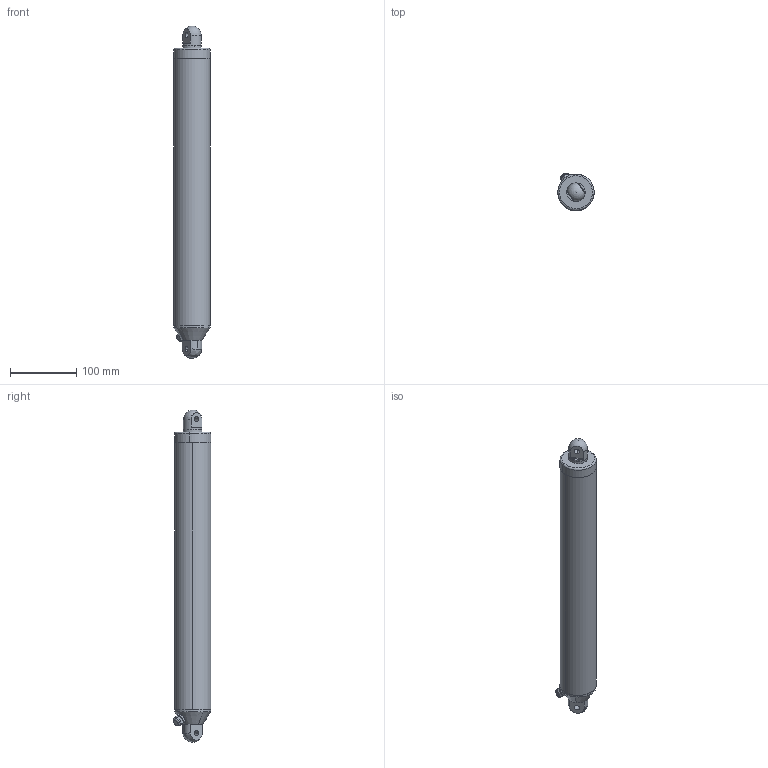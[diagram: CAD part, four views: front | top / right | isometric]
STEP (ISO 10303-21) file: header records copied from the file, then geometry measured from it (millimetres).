
FILE_DESCRIPTION (( 'STEP AP214' ), '1' );
FILE_NAME ('PA-ST1.STEP', '2025-02-26T01:53:47', ( '' ), ( '' ), 'SwSTEP 2.0', 'SolidWorks 2018', '' );
FILE_SCHEMA (( 'AUTOMOTIVE_DESIGN' ));
Length unit declared in the file: inch
Products named in the file (1): PA-ST1
Bounding box: 55 x 57.14 x 502.53 mm (x, y, z)
Volume: 1061289.2 mm3; surface area: 97143.4 mm2
Topology: 6 solids, 6 shells, 114 faces, 249 edges, 148 vertices
Faces by surface type: plane 74, cylinder 32, torus 4, cone 2, bspline 1, sphere 1
Entity records: 5081 total; most frequent: CARTESIAN_POINT 991, DIRECTION 560, ORIENTED_EDGE 492, EDGE_CURVE 246, AXIS2_PLACEMENT_3D 223, VERTEX_POINT 146, DIMENSIONAL_EXPONENTS 122, LENGTH_MEASURE_WITH_UNIT 122
